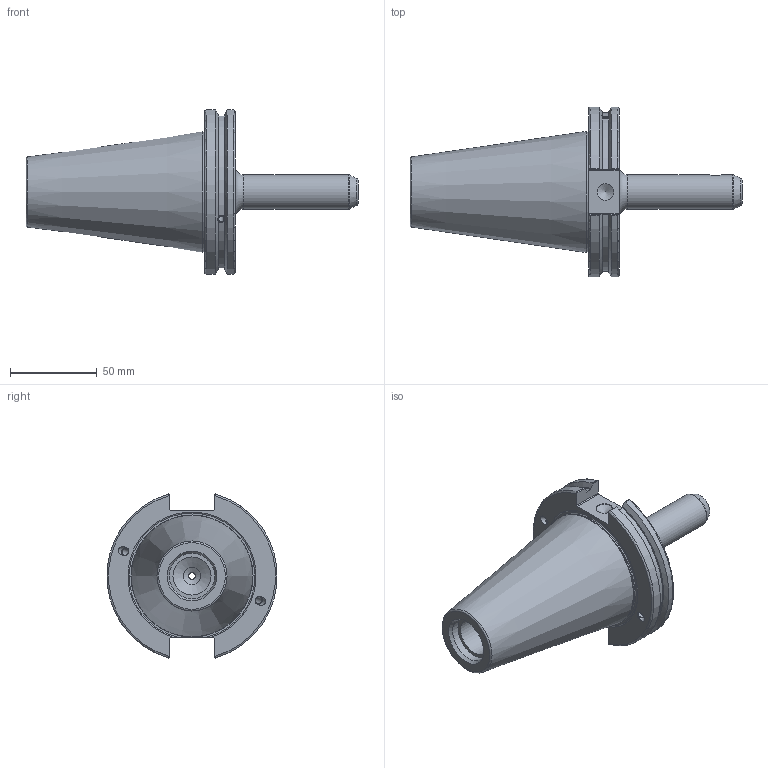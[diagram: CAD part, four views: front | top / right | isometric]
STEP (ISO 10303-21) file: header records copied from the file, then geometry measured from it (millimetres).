
FILE_DESCRIPTION(/* description */ (''),/* implementation_level */ '2;1');
FILE_NAME(/* name */ 'AC020.stp',/* time_stamp */ '2025-03-19T10:38:22+09:00',/* author */ ('YSH'),/* organization */ (''),/* preprocessor_version */ 'ST-DEVELOPER v20',/* originating_system */ 'Autodesk Inventor 2025',/* authorisation */ '');
FILE_SCHEMA (('AUTOMOTIVE_DESIGN { 1 0 10303 214 3 1 1 }'));
Length unit declared in the file: millimetre
Products named in the file (1): LO-CCT50ADB-SLA6.35-90
Bounding box: 191.6 x 98.06 x 94.69 mm (x, y, z)
Volume: 345557.2 mm3; surface area: 51070.6 mm2
Topology: 1 solids, 1 shells, 92 faces, 249 edges, 165 vertices
Faces by surface type: plane 39, cylinder 28, cone 15, torus 10
Full cylindrical faces by diameter (mm): 3.242 x4, 3.962 x1, 4.134 x2, 4.2 x2, 5 x2, 5.359 x1, 6.35 x1, 7.55 x1, 9.525 x1, 10 x1, 19.812 x1, 21.971 x1, 26.2 x1, 69.25 x1
Entity records: 3383 total; most frequent: CARTESIAN_POINT 1060, ORIENTED_EDGE 492, DIRECTION 458, EDGE_CURVE 246, AXIS2_PLACEMENT_3D 181, VERTEX_POINT 165, EDGE_LOOP 113, LINE 96
